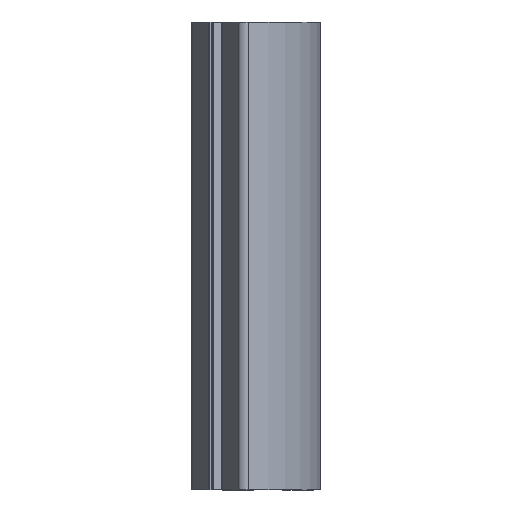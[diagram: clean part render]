
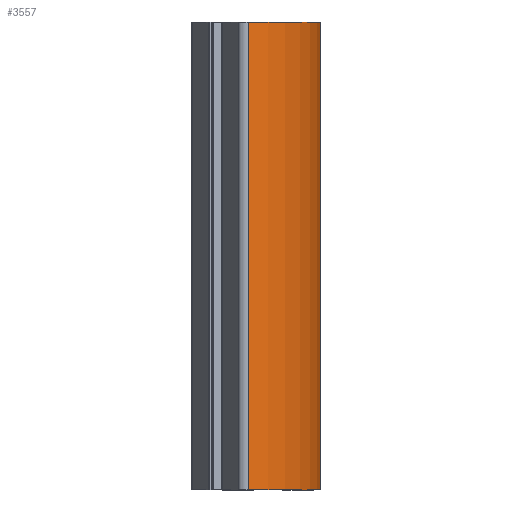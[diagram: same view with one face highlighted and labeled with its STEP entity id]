
A CAD part, top view. The second image highlights one B-rep face of the part: STEP entity #3557.
In plain terms, the highlighted cylindrical face has radius 67.5 mm (diameter 135 mm), a partial arc.
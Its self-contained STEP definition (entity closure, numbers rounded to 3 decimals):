
#239=FACE_OUTER_BOUND('',#421,.T.);
#421=EDGE_LOOP('',(#2807,#2808,#2809,#2810));
#625=LINE('',#5691,#937);
#714=LINE('',#6033,#1026);
#937=VECTOR('',#4569,200.);
#1026=VECTOR('',#4944,200.);
#1281=CIRCLE('',#3936,67.5);
#1282=CIRCLE('',#3937,67.5);
#1503=VERTEX_POINT('',#5688);
#1504=VERTEX_POINT('',#5690);
#1613=VERTEX_POINT('',#6030);
#1614=VERTEX_POINT('',#6032);
#1948=EDGE_CURVE('',#1503,#1504,#625,.T.);
#2120=EDGE_CURVE('',#1503,#1613,#1281,.T.);
#2121=EDGE_CURVE('',#1613,#1614,#714,.T.);
#2122=EDGE_CURVE('',#1504,#1614,#1282,.T.);
#2807=ORIENTED_EDGE('',*,*,#2120,.T.);
#2808=ORIENTED_EDGE('',*,*,#2121,.T.);
#2809=ORIENTED_EDGE('',*,*,#2122,.F.);
#2810=ORIENTED_EDGE('',*,*,#1948,.F.);
#3392=CYLINDRICAL_SURFACE('',#3935,67.5);
#3557=ADVANCED_FACE('',(#239),#3392,.T.);
#3935=AXIS2_PLACEMENT_3D('',#6029,#4940,#4941);
#3936=AXIS2_PLACEMENT_3D('',#6031,#4942,#4943);
#3937=AXIS2_PLACEMENT_3D('',#6034,#4945,#4946);
#4569=DIRECTION('',(0.,-1.,0.));
#4940=DIRECTION('center_axis',(0.,1.,0.));
#4941=DIRECTION('ref_axis',(-0.54,0.,-0.842));
#4942=DIRECTION('center_axis',(0.,-1.,0.));
#4943=DIRECTION('ref_axis',(-0.54,0.,-0.842));
#4944=DIRECTION('',(0.,-1.,0.));
#4945=DIRECTION('center_axis',(0.,-1.,0.));
#4946=DIRECTION('ref_axis',(-0.54,0.,-0.842));
#5688=CARTESIAN_POINT('',(28.456,200.,-19.36));
#5690=CARTESIAN_POINT('',(28.456,0.,-19.36));
#5691=CARTESIAN_POINT('',(28.456,0.,-19.36));
#6029=CARTESIAN_POINT('Origin',(-38.971,0.,-22.5));
#6030=CARTESIAN_POINT('',(-2.539,200.,34.324));
#6031=CARTESIAN_POINT('Origin',(-38.971,200.,-22.5));
#6032=CARTESIAN_POINT('',(-2.539,0.,34.324));
#6033=CARTESIAN_POINT('',(-2.539,0.,34.324));
#6034=CARTESIAN_POINT('Origin',(-38.971,0.,-22.5));
